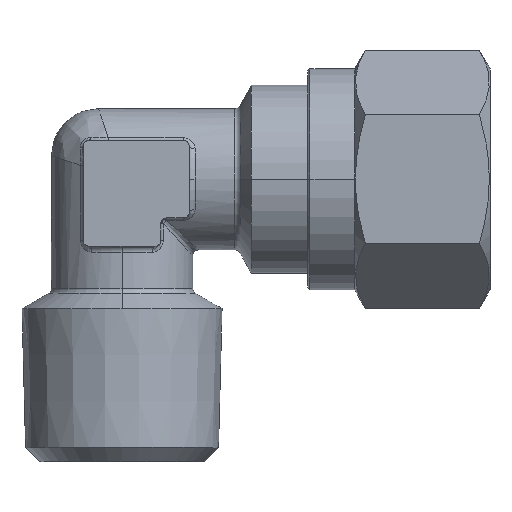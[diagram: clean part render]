
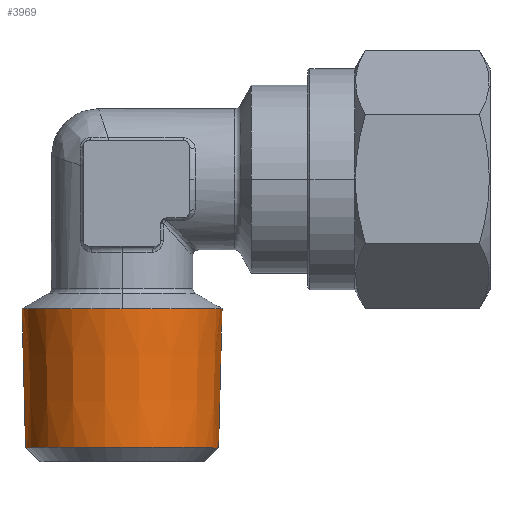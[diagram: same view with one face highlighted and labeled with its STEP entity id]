
A CAD part, top view. The second image highlights one B-rep face of the part: STEP entity #3969.
In plain terms, the highlighted conical face has half-angle 1.47 degrees and reference radius 8.513 mm.
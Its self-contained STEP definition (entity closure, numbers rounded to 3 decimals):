
#6 = FACE_OUTER_BOUND ( 'NONE', #3162, .T. ) ;
#278 = CARTESIAN_POINT ( 'NONE',  ( -8.513, -10.5, 0. ) ) ;
#279 = DIRECTION ( 'NONE',  ( -0.026, 1., 0. ) ) ;
#305 = CARTESIAN_POINT ( 'NONE',  ( 0., -10.5, 0. ) ) ;
#306 = DIRECTION ( 'NONE',  ( 0., 1., 0. ) ) ;
#307 = DIRECTION ( 'NONE',  ( -1., 0., 0. ) ) ;
#523 = VERTEX_POINT ( 'NONE', #584 ) ;
#525 = VERTEX_POINT ( 'NONE', #586 ) ;
#549 = VERTEX_POINT ( 'NONE', #597 ) ;
#552 = VERTEX_POINT ( 'NONE', #600 ) ;
#584 = CARTESIAN_POINT ( 'NONE',  ( 0., -11.014, 8.5 ) ) ;
#586 = CARTESIAN_POINT ( 'NONE',  ( 8.5, -11.014, 0. ) ) ;
#597 = CARTESIAN_POINT ( 'NONE',  ( 8.198, -22.8, 0. ) ) ;
#600 = CARTESIAN_POINT ( 'NONE',  ( -8.5, -11.014, 0. ) ) ;
#1005 = AXIS2_PLACEMENT_3D ( 'NONE', #305, #306, #307 ) ;
#1006 = CONICAL_SURFACE ( 'NONE', #1005, 8.513, 0.026 ) ;
#1254 = EDGE_CURVE ( 'NONE', #525, #523, #2652, .T. ) ;
#1267 = EDGE_CURVE ( 'NONE', #549, #1628, #2800, .T. ) ;
#1279 = EDGE_CURVE ( 'NONE', #549, #525, #3608, .T. ) ;
#1628 = VERTEX_POINT ( 'NONE', #2605 ) ;
#1813 = ORIENTED_EDGE ( 'NONE', *, *, #1279, .T. ) ;
#1817 = ORIENTED_EDGE ( 'NONE', *, *, #1254, .T. ) ;
#1838 = ORIENTED_EDGE ( 'NONE', *, *, #3945, .F. ) ;
#1839 = ORIENTED_EDGE ( 'NONE', *, *, #3855, .T. ) ;
#1845 = ORIENTED_EDGE ( 'NONE', *, *, #1267, .F. ) ;
#2605 = CARTESIAN_POINT ( 'NONE',  ( -8.198, -22.8, 0. ) ) ;
#2652 = CIRCLE ( 'NONE', #2792, 8.5 ) ;
#2792 = AXIS2_PLACEMENT_3D ( 'NONE', #2961, #2962, #2963 ) ;
#2800 = CIRCLE ( 'NONE', #2806, 8.198 ) ;
#2806 = AXIS2_PLACEMENT_3D ( 'NONE', #3465, #3466, #3467 ) ;
#2816 = VECTOR ( 'NONE', #3520, 1000. ) ;
#2874 = CIRCLE ( 'NONE', #2879, 8.5 ) ;
#2879 = AXIS2_PLACEMENT_3D ( 'NONE', #3423, #3424, #3425 ) ;
#2961 = CARTESIAN_POINT ( 'NONE',  ( 0., -11.014, 0. ) ) ;
#2962 = DIRECTION ( 'NONE',  ( 0., -1., 0. ) ) ;
#2963 = DIRECTION ( 'NONE',  ( -1., 0., 0. ) ) ;
#3162 = EDGE_LOOP ( 'NONE', ( #1845, #1813, #1817, #1839, #1838 ) ) ;
#3423 = CARTESIAN_POINT ( 'NONE',  ( 0., -11.014, 0. ) ) ;
#3424 = DIRECTION ( 'NONE',  ( 0., -1., 0. ) ) ;
#3425 = DIRECTION ( 'NONE',  ( -1., 0., 0. ) ) ;
#3465 = CARTESIAN_POINT ( 'NONE',  ( 0., -22.8, 0. ) ) ;
#3466 = DIRECTION ( 'NONE',  ( 0., -1., 0. ) ) ;
#3467 = DIRECTION ( 'NONE',  ( 1., 0., 0. ) ) ;
#3519 = CARTESIAN_POINT ( 'NONE',  ( 8.513, -10.5, 0. ) ) ;
#3520 = DIRECTION ( 'NONE',  ( 0.026, 1., 0. ) ) ;
#3608 = LINE ( 'NONE', #3519, #2816 ) ;
#3719 = LINE ( 'NONE', #278, #3832 ) ;
#3832 = VECTOR ( 'NONE', #279, 1000. ) ;
#3855 = EDGE_CURVE ( 'NONE', #523, #552, #2874, .T. ) ;
#3945 = EDGE_CURVE ( 'NONE', #1628, #552, #3719, .T. ) ;
#3969 = ADVANCED_FACE ( 'NONE', ( #6 ), #1006, .T. ) ;
